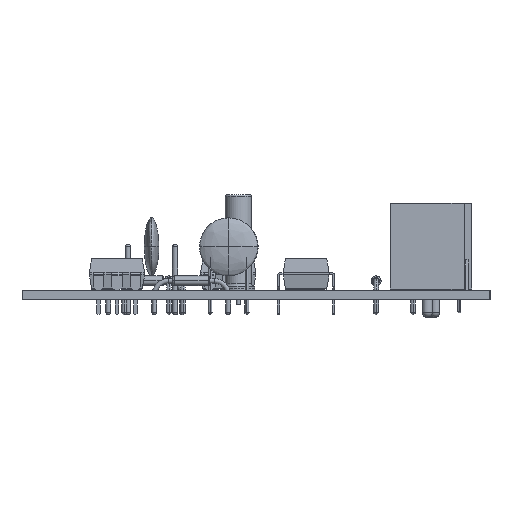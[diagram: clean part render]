
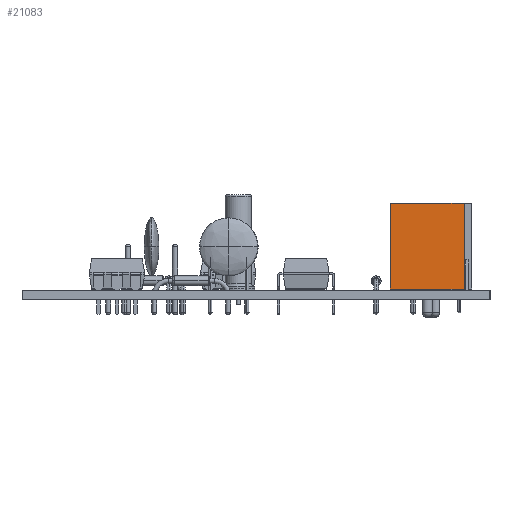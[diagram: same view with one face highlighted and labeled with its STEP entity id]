
A CAD part, left-side view. The second image highlights one B-rep face of the part: STEP entity #21083.
In plain terms, the highlighted face is planar.
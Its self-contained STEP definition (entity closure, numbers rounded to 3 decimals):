
#20985 = EDGE_CURVE('',#20986,#20988,#20990,.T.);
#20986 = VERTEX_POINT('',#20987);
#20987 = CARTESIAN_POINT('',(7.62,5.08,0.2));
#20988 = VERTEX_POINT('',#20989);
#20989 = CARTESIAN_POINT('',(7.62,5.08,12.));
#20990 = LINE('',#20991,#20992);
#20991 = CARTESIAN_POINT('',(7.62,5.08,0.2));
#20992 = VECTOR('',#20993,1.);
#20993 = DIRECTION('',(0.,0.,1.));
#21058 = VERTEX_POINT('',#21059);
#21059 = CARTESIAN_POINT('',(7.62,-5.08,12.));
#21065 = EDGE_CURVE('',#21066,#21058,#21068,.T.);
#21066 = VERTEX_POINT('',#21067);
#21067 = CARTESIAN_POINT('',(7.62,-5.08,0.2));
#21068 = LINE('',#21069,#21070);
#21069 = CARTESIAN_POINT('',(7.62,-5.08,0.2));
#21070 = VECTOR('',#21071,1.);
#21071 = DIRECTION('',(0.,0.,1.));
#21083 = ADVANCED_FACE('',(#21084),#21100,.F.);
#21084 = FACE_BOUND('',#21085,.F.);
#21085 = EDGE_LOOP('',(#21086,#21087,#21093,#21094));
#21086 = ORIENTED_EDGE('',*,*,#21065,.T.);
#21087 = ORIENTED_EDGE('',*,*,#21088,.T.);
#21088 = EDGE_CURVE('',#21058,#20988,#21089,.T.);
#21089 = LINE('',#21090,#21091);
#21090 = CARTESIAN_POINT('',(7.62,-5.08,12.));
#21091 = VECTOR('',#21092,1.);
#21092 = DIRECTION('',(0.,1.,0.));
#21093 = ORIENTED_EDGE('',*,*,#20985,.F.);
#21094 = ORIENTED_EDGE('',*,*,#21095,.F.);
#21095 = EDGE_CURVE('',#21066,#20986,#21096,.T.);
#21096 = LINE('',#21097,#21098);
#21097 = CARTESIAN_POINT('',(7.62,-5.08,0.2));
#21098 = VECTOR('',#21099,1.);
#21099 = DIRECTION('',(0.,1.,0.));
#21100 = PLANE('',#21101);
#21101 = AXIS2_PLACEMENT_3D('',#21102,#21103,#21104);
#21102 = CARTESIAN_POINT('',(7.62,-5.08,0.2));
#21103 = DIRECTION('',(-1.,0.,0.));
#21104 = DIRECTION('',(0.,1.,0.));
